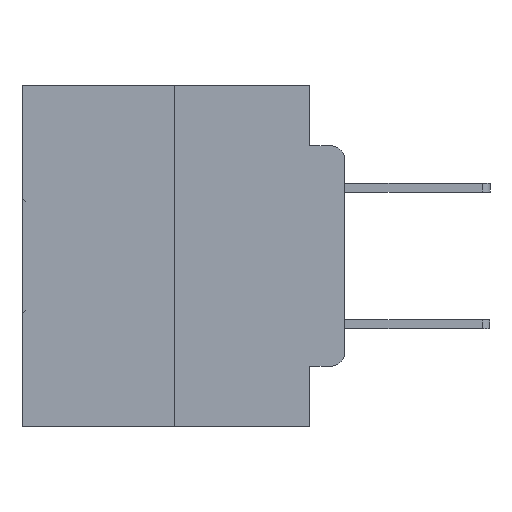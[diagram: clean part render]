
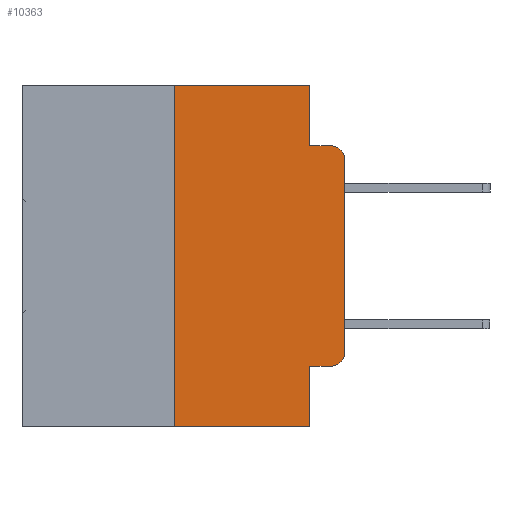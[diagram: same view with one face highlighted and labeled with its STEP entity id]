
A CAD part, left-side view. The second image highlights one B-rep face of the part: STEP entity #10363.
In plain terms, the highlighted planar face has unit normal (-1, 0, 0).
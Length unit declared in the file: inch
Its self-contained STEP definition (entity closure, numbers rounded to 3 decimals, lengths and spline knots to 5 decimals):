
#95 = DIRECTION ( 'NONE',  ( 0., 0., 1. ) ) ;
#149 = DIRECTION ( 'NONE',  ( 0., -1., 0. ) ) ;
#225 = DIRECTION ( 'NONE',  ( 0., -1., 0. ) ) ;
#445 = CARTESIAN_POINT ( 'NONE',  ( 0., 0.051, 0. ) ) ;
#1345 = CARTESIAN_POINT ( 'NONE',  ( 0., 0.02, -0.0885 ) ) ;
#1677 = CIRCLE ( 'NONE', #24712, 0.02 ) ;
#1797 = FACE_OUTER_BOUND ( 'NONE', #23129, .T. ) ;
#2002 = VERTEX_POINT ( 'NONE', #29146 ) ;
#2478 = CARTESIAN_POINT ( 'NONE',  ( 0., 0.051, 0. ) ) ;
#2679 = EDGE_CURVE ( 'NONE', #2002, #7925, #4913, .T. ) ;
#3200 = VECTOR ( 'NONE', #19783, 39.37008 ) ;
#3374 = VERTEX_POINT ( 'NONE', #3847 ) ;
#3847 = CARTESIAN_POINT ( 'NONE',  ( 0., 0.02, -0.4115 ) ) ;
#3848 = CARTESIAN_POINT ( 'NONE',  ( 0., 0.051, -0.5 ) ) ;
#4368 = VERTEX_POINT ( 'NONE', #5672 ) ;
#4852 = EDGE_CURVE ( 'NONE', #27347, #5240, #1677, .T. ) ;
#4913 = LINE ( 'NONE', #23348, #22311 ) ;
#5240 = VERTEX_POINT ( 'NONE', #1345 ) ;
#5672 = CARTESIAN_POINT ( 'NONE',  ( 0., 0., -0.3915 ) ) ;
#5698 = PLANE ( 'NONE',  #25218 ) ;
#6012 = DIRECTION ( 'NONE',  ( 0., -1., 0. ) ) ;
#6330 = VECTOR ( 'NONE', #149, 39.37008 ) ;
#7199 = EDGE_CURVE ( 'NONE', #18104, #5240, #12429, .T. ) ;
#7925 = VERTEX_POINT ( 'NONE', #3848 ) ;
#8297 = ORIENTED_EDGE ( 'NONE', *, *, #15279, .F. ) ;
#8557 = CARTESIAN_POINT ( 'NONE',  ( 0., 0.051, -0.0885 ) ) ;
#9134 = LINE ( 'NONE', #22230, #3200 ) ;
#9852 = CARTESIAN_POINT ( 'NONE',  ( 0., 0.02, -0.3915 ) ) ;
#9935 = LINE ( 'NONE', #15141, #10710 ) ;
#10363 = ADVANCED_FACE ( 'NONE', ( #1797 ), #5698, .F. ) ;
#10710 = VECTOR ( 'NONE', #225, 39.37008 ) ;
#11332 = VECTOR ( 'NONE', #25709, 39.37008 ) ;
#12102 = CARTESIAN_POINT ( 'NONE',  ( 0., 0.25, 0. ) ) ;
#12275 = DIRECTION ( 'NONE',  ( 0., 0., -1. ) ) ;
#12429 = LINE ( 'NONE', #8557, #31188 ) ;
#12589 = CARTESIAN_POINT ( 'NONE',  ( 0., 0.051, -0.4115 ) ) ;
#12771 = VERTEX_POINT ( 'NONE', #18010 ) ;
#12883 = VECTOR ( 'NONE', #27546, 39.37008 ) ;
#13165 = DIRECTION ( 'NONE',  ( 0., 0., -1. ) ) ;
#13270 = EDGE_CURVE ( 'NONE', #12771, #3374, #18693, .T. ) ;
#13558 = DIRECTION ( 'NONE',  ( 0., -1., 0. ) ) ;
#13651 = LINE ( 'NONE', #445, #12883 ) ;
#14744 = DIRECTION ( 'NONE',  ( -1., 0., 0. ) ) ;
#15141 = CARTESIAN_POINT ( 'NONE',  ( 0., 0.473, 0. ) ) ;
#15187 = ORIENTED_EDGE ( 'NONE', *, *, #13270, .T. ) ;
#15279 = EDGE_CURVE ( 'NONE', #27784, #18065, #9935, .T. ) ;
#15722 = EDGE_CURVE ( 'NONE', #2002, #27784, #9134, .T. ) ;
#16078 = ORIENTED_EDGE ( 'NONE', *, *, #4852, .T. ) ;
#17212 = EDGE_CURVE ( 'NONE', #12771, #7925, #13651, .T. ) ;
#17324 = ORIENTED_EDGE ( 'NONE', *, *, #17703, .F. ) ;
#17400 = CARTESIAN_POINT ( 'NONE',  ( 0., 0., 0. ) ) ;
#17703 = EDGE_CURVE ( 'NONE', #18065, #18104, #17868, .T. ) ;
#17868 = LINE ( 'NONE', #18348, #11332 ) ;
#18010 = CARTESIAN_POINT ( 'NONE',  ( 0., 0.051, -0.4115 ) ) ;
#18065 = VERTEX_POINT ( 'NONE', #2478 ) ;
#18104 = VERTEX_POINT ( 'NONE', #27273 ) ;
#18348 = CARTESIAN_POINT ( 'NONE',  ( 0., 0.051, 0. ) ) ;
#18693 = LINE ( 'NONE', #12589, #6330 ) ;
#19535 = LINE ( 'NONE', #17400, #31716 ) ;
#19783 = DIRECTION ( 'NONE',  ( 0., 0., 1. ) ) ;
#20795 = ORIENTED_EDGE ( 'NONE', *, *, #7199, .F. ) ;
#22069 = ORIENTED_EDGE ( 'NONE', *, *, #17212, .F. ) ;
#22230 = CARTESIAN_POINT ( 'NONE',  ( 0., 0.25, 0. ) ) ;
#22311 = VECTOR ( 'NONE', #13558, 39.37008 ) ;
#23052 = EDGE_CURVE ( 'NONE', #4368, #27347, #19535, .T. ) ;
#23129 = EDGE_LOOP ( 'NONE', ( #27127, #16078, #20795, #17324, #8297, #26145, #25562, #22069, #15187, #25138 ) ) ;
#23348 = CARTESIAN_POINT ( 'NONE',  ( 0., 0.473, -0.5 ) ) ;
#24712 = AXIS2_PLACEMENT_3D ( 'NONE', #29397, #14744, #31849 ) ;
#25138 = ORIENTED_EDGE ( 'NONE', *, *, #28465, .T. ) ;
#25218 = AXIS2_PLACEMENT_3D ( 'NONE', #25283, #27838, #13165 ) ;
#25283 = CARTESIAN_POINT ( 'NONE',  ( 0., 0.473, 0. ) ) ;
#25562 = ORIENTED_EDGE ( 'NONE', *, *, #2679, .T. ) ;
#25709 = DIRECTION ( 'NONE',  ( 0., 0., -1. ) ) ;
#26145 = ORIENTED_EDGE ( 'NONE', *, *, #15722, .F. ) ;
#26806 = AXIS2_PLACEMENT_3D ( 'NONE', #9852, #26954, #12275 ) ;
#26954 = DIRECTION ( 'NONE',  ( -1., 0., 0. ) ) ;
#27127 = ORIENTED_EDGE ( 'NONE', *, *, #23052, .T. ) ;
#27273 = CARTESIAN_POINT ( 'NONE',  ( 0., 0.051, -0.0885 ) ) ;
#27347 = VERTEX_POINT ( 'NONE', #30011 ) ;
#27546 = DIRECTION ( 'NONE',  ( 0., 0., -1. ) ) ;
#27784 = VERTEX_POINT ( 'NONE', #12102 ) ;
#27838 = DIRECTION ( 'NONE',  ( 1., 0., 0. ) ) ;
#28465 = EDGE_CURVE ( 'NONE', #3374, #4368, #31385, .T. ) ;
#29146 = CARTESIAN_POINT ( 'NONE',  ( 0., 0.25, -0.5 ) ) ;
#29397 = CARTESIAN_POINT ( 'NONE',  ( 0., 0.02, -0.1085 ) ) ;
#30011 = CARTESIAN_POINT ( 'NONE',  ( 0., 0., -0.1085 ) ) ;
#31188 = VECTOR ( 'NONE', #6012, 39.37008 ) ;
#31385 = CIRCLE ( 'NONE', #26806, 0.02 ) ;
#31716 = VECTOR ( 'NONE', #95, 39.37008 ) ;
#31849 = DIRECTION ( 'NONE',  ( 0., 0., -1. ) ) ;
